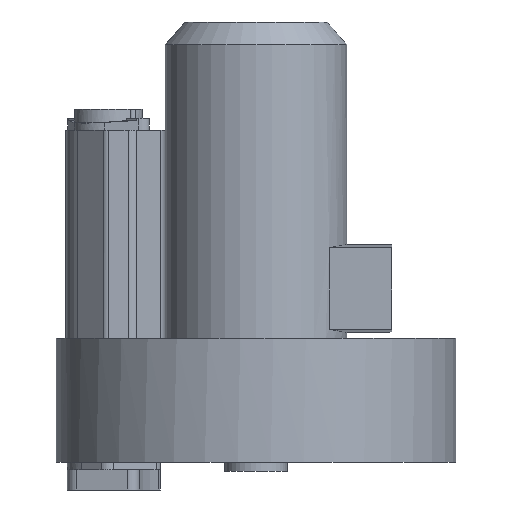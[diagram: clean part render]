
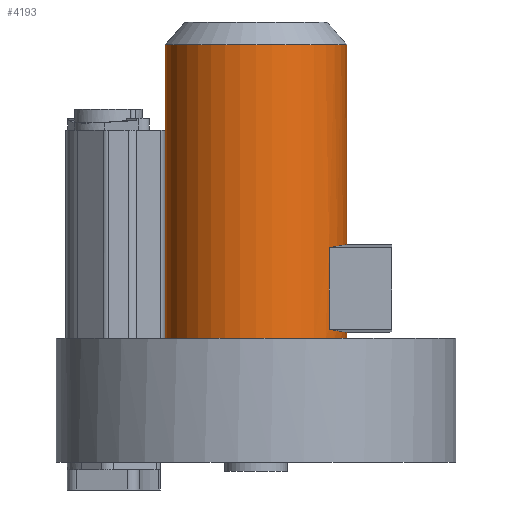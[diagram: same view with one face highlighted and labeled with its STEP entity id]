
A CAD part, front view. The second image highlights one B-rep face of the part: STEP entity #4193.
In plain terms, the highlighted cylindrical face has radius 88.5 mm (diameter 177 mm), a partial arc.
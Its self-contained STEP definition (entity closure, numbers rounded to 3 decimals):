
#271=CARTESIAN_POINT('',(0.,0.,90.));
#272=DIRECTION('',(0.,0.,1.));
#273=DIRECTION('',(-1.,0.,0.));
#274=AXIS2_PLACEMENT_3D('',#271,#272,#273);
#1592=DIRECTION('',(0.,0.,-1.));
#1593=VECTOR('',#1592,246.7);
#1594=CARTESIAN_POINT('',(-88.5,0.,336.7));
#1595=LINE('',#1594,#1593);
#1600=DIRECTION('',(0.,0.,-1.));
#1601=VECTOR('',#1600,40.);
#1602=CARTESIAN_POINT('',(-88.5,0.,376.7));
#1603=LINE('',#1602,#1601);
#1604=CARTESIAN_POINT('',(0.,0.,376.7));
#1605=DIRECTION('',(0.,0.,-1.));
#1606=DIRECTION('',(1.,0.,0.));
#1607=AXIS2_PLACEMENT_3D('',#1604,#1605,#1606);
#1609=DIRECTION('',(0.,0.,-1.));
#1610=VECTOR('',#1609,40.);
#1611=CARTESIAN_POINT('',(88.5,0.,376.7));
#1612=LINE('',#1611,#1610);
#1613=DIRECTION('',(0.,0.,-1.));
#1614=VECTOR('',#1613,155.263);
#1615=CARTESIAN_POINT('',(88.5,0.,336.7));
#1616=LINE('',#1615,#1614);
#1617=DIRECTION('',(0.,0.,-1.));
#1618=VECTOR('',#1617,79.791);
#1619=CARTESIAN_POINT('',(71.349,-52.36,178.599));
#1620=LINE('',#1619,#1618);
#1621=DIRECTION('',(0.,0.,-1.));
#1622=VECTOR('',#1621,5.968);
#1623=CARTESIAN_POINT('',(88.5,0.,95.968));
#1624=LINE('',#1623,#1622);
#1643=CARTESIAN_POINT('',(88.5,0.,
181.437));
#1659=CARTESIAN_POINT('',(71.349,-52.36,178.599));
#1660=CARTESIAN_POINT('',(74.044,-48.688,179.002));
#1661=CARTESIAN_POINT('',(78.882,-40.942,179.768));
#1662=CARTESIAN_POINT('',(84.513,-27.576,180.732));
#1663=CARTESIAN_POINT('',(87.815,-13.629,181.322));
#1664=CARTESIAN_POINT('',(88.5,-4.54,181.441));
#1665=CARTESIAN_POINT('',(88.5,0.,
181.437));
#1675=CARTESIAN_POINT('',(88.5,0.,95.968));
#1676=CARTESIAN_POINT('',(88.5,-4.547,95.963));
#1677=CARTESIAN_POINT('',(87.809,-13.643,96.083));
#1678=CARTESIAN_POINT('',(84.518,-27.569,96.673));
#1679=CARTESIAN_POINT('',(78.902,-40.896,97.634));
#1680=CARTESIAN_POINT('',(74.057,-48.671,98.403));
#1681=CARTESIAN_POINT('',(71.349,-52.36,98.807));
#1872=CARTESIAN_POINT('',(88.5,0.,90.));
#1873=CARTESIAN_POINT('',(-88.5,0.,90.));
#1874=VERTEX_POINT('',#1872);
#1875=VERTEX_POINT('',#1873);
#2059=CARTESIAN_POINT('',(88.5,0.,95.968));
#2060=VERTEX_POINT('',#2059);
#2064=VERTEX_POINT('',#1643);
#2065=VERTEX_POINT('',#1659);
#2066=CARTESIAN_POINT('',(71.349,-52.36,98.807));
#2067=VERTEX_POINT('',#2066);
#2184=CARTESIAN_POINT('',(88.5,0.,376.7));
#2186=VERTEX_POINT('',#2184);
#2188=CARTESIAN_POINT('',(-88.5,0.,376.7));
#2190=VERTEX_POINT('',#2188);
#2191=CARTESIAN_POINT('',(88.5,0.,336.7));
#2192=VERTEX_POINT('',#2191);
#2193=CARTESIAN_POINT('',(-88.5,0.,336.7));
#2194=VERTEX_POINT('',#2193);
#4172=CARTESIAN_POINT('',(0.,0.,90.));
#4173=DIRECTION('',(0.,0.,1.));
#4174=DIRECTION('',(1.,0.,0.));
#4175=AXIS2_PLACEMENT_3D('',#4172,#4173,#4174);
#4176=CYLINDRICAL_SURFACE('',#4175,88.5);
#4177=ORIENTED_EDGE('',*,*,#4158,.F.);
#4178=ORIENTED_EDGE('',*,*,#4156,.F.);
#4180=ORIENTED_EDGE('',*,*,#4179,.F.);
#4181=ORIENTED_EDGE('',*,*,#4152,.T.);
#4182=ORIENTED_EDGE('',*,*,#4150,.T.);
#4184=ORIENTED_EDGE('',*,*,#4183,.F.);
#4186=ORIENTED_EDGE('',*,*,#4185,.T.);
#4188=ORIENTED_EDGE('',*,*,#4187,.F.);
#4189=ORIENTED_EDGE('',*,*,#4161,.T.);
#4190=ORIENTED_EDGE('',*,*,#2442,.F.);
#4191=EDGE_LOOP('',(#4177,#4178,#4180,#4181,#4182,#4184,#4186,#4188,#4189,
#4190));
#4192=FACE_OUTER_BOUND('',#4191,.F.);
#4193=ADVANCED_FACE('',(#4192),#4176,.T.);
#275=CIRCLE('',#274,88.5);
#1608=CIRCLE('',#1607,88.5);
#1666=B_SPLINE_CURVE_WITH_KNOTS('',3,(#1659,#1660,#1661,#1662,#1663,#1664,
#1665),.UNSPECIFIED.,.F.,.F.,(4,1,1,1,4),(0.,0.25,0.5,0.75,1.),
.UNSPECIFIED.);
#1682=B_SPLINE_CURVE_WITH_KNOTS('',3,(#1675,#1676,#1677,#1678,#1679,#1680,
#1681),.UNSPECIFIED.,.F.,.F.,(4,1,1,1,4),(0.,0.25,0.5,0.75,1.),
.UNSPECIFIED.);
#2442=EDGE_CURVE('',#1875,#1874,#275,.T.);
#4150=EDGE_CURVE('',#2192,#2064,#1616,.T.);
#4152=EDGE_CURVE('',#2186,#2192,#1612,.T.);
#4156=EDGE_CURVE('',#2190,#2194,#1603,.T.);
#4158=EDGE_CURVE('',#2194,#1875,#1595,.T.);
#4161=EDGE_CURVE('',#2060,#1874,#1624,.T.);
#4179=EDGE_CURVE('',#2186,#2190,#1608,.T.);
#4183=EDGE_CURVE('',#2065,#2064,#1666,.T.);
#4185=EDGE_CURVE('',#2065,#2067,#1620,.T.);
#4187=EDGE_CURVE('',#2060,#2067,#1682,.T.);
